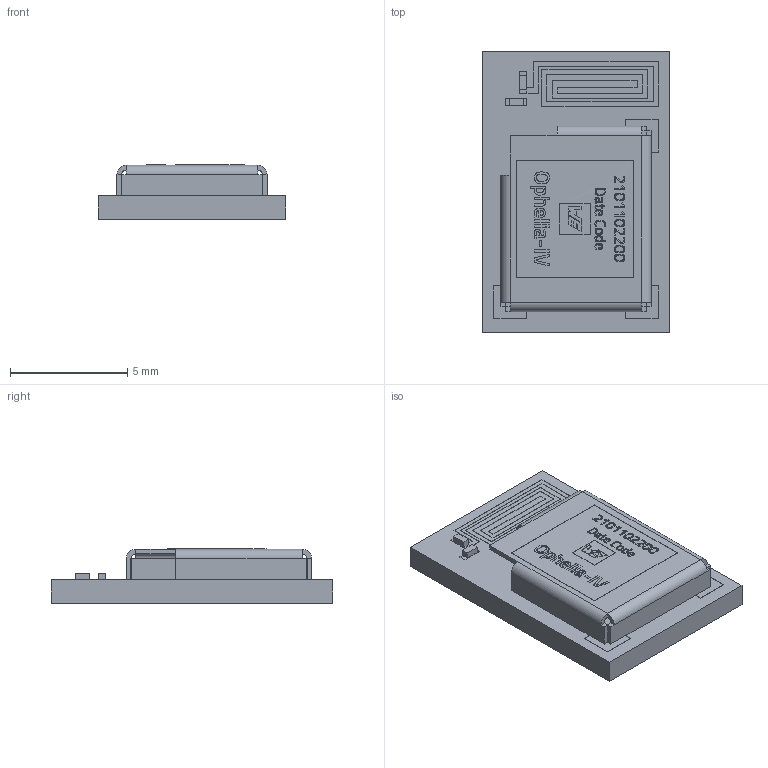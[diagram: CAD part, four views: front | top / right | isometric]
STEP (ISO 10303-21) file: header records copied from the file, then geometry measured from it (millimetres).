
FILE_DESCRIPTION(/* description */ ('Unknown'),/* implementation_level */ '2;1');
FILE_NAME(/* name */ 'AE_Wurth_WIRL-NFW2_2621011022000',/* time_stamp */ '2025-11-25T16:45:12+08:00',/* author */ ('Unknown'),/* organization */ ('Unknown'),/* preprocessor_version */ 'ST-DEVELOPER v19.4',/* originating_system */ 'Solid Edge',/* authorisation */ 'Unknown');
FILE_SCHEMA (('AUTOMOTIVE_DESIGN {1 0 10303 214 3 1 1}'));
Length unit declared in the file: millimetre
Products named in the file (2): AE_Wurth_WIRL-NFW2_2621011022000
Assembly tree (1 placements, depth 2):
  AE_Wurth_WIRL-NFW2_2621011022000
    AE_Wurth_WIRL-NFW2_2621011022000
Bounding box: 8 x 12 x 2.32 mm (x, y, z)
Volume: 109.9 mm3; surface area: 434.6 mm2
Topology: 5 solids, 5 shells, 592 faces, 1436 edges, 951 vertices
Faces by surface type: plane 535, bspline 41, cylinder 16
Entity records: 21675 total; most frequent: CARTESIAN_POINT 4308, ORIENTED_EDGE 2848, DIRECTION 2443, EDGE_CURVE 1424, LINE 1281, VECTOR 1281, VERTEX_POINT 951, EDGE_LOOP 701
